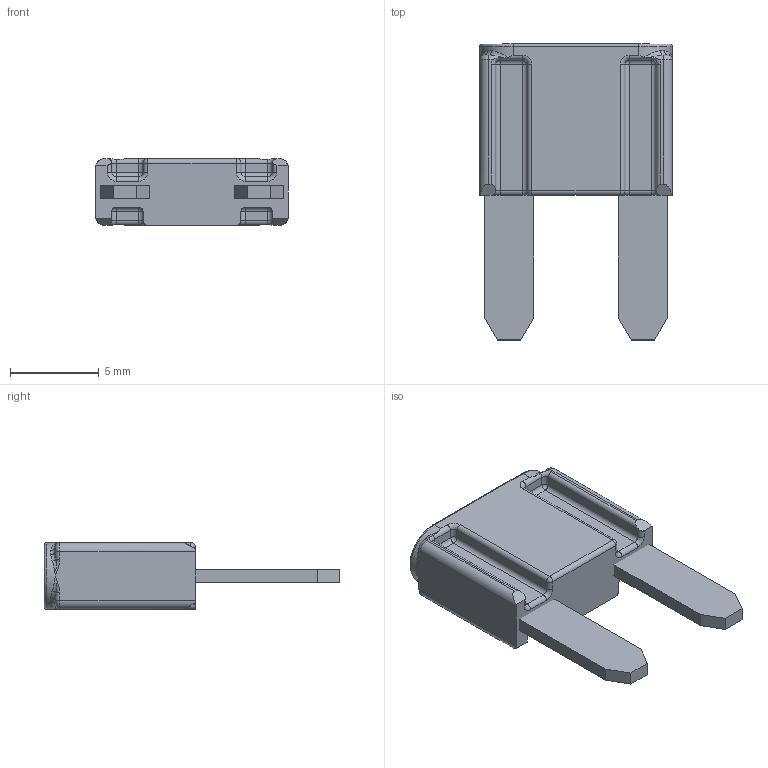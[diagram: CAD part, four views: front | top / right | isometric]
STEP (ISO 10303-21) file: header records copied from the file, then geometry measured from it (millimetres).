
FILE_DESCRIPTION (( 'STEP AP214' ), '1' );
FILE_NAME ('1BEA9E38-7ECD-4452-B814-E96442A30D35.STEP', '2024-04-19T00:39:48', ( '' ), ( '' ), 'SwSTEP 2.0', 'SolidWorks 2022', '' );
FILE_SCHEMA (( 'AUTOMOTIVE_DESIGN' ));
Length unit declared in the file: inch
Products named in the file (1): 1BEA9E38-7ECD-4452-B814-E96442A30D35
Bounding box: 10.82 x 16.64 x 3.76 mm (x, y, z)
Volume: 359 mm3; surface area: 630.8 mm2
Topology: 2 solids, 2 shells, 248 faces, 617 edges, 350 vertices
Faces by surface type: cylinder 87, plane 83, bspline 30, torus 30, sphere 18
Entity records: 10988 total; most frequent: CARTESIAN_POINT 2134, ORIENTED_EDGE 1182, DIRECTION 1165, EDGE_CURVE 591, AXIS2_PLACEMENT_3D 435, VERTEX_POINT 350, VECTOR 295, LINE 295
